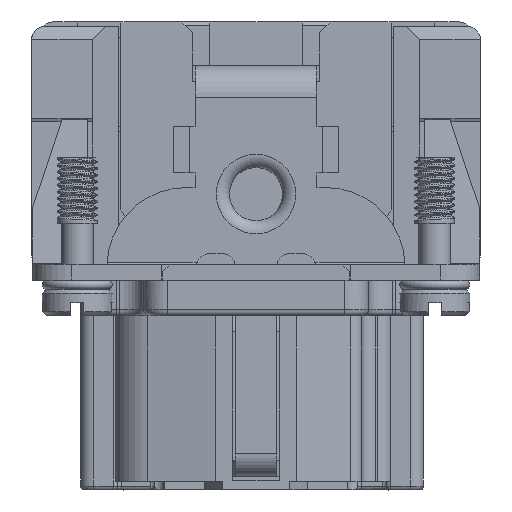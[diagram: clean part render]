
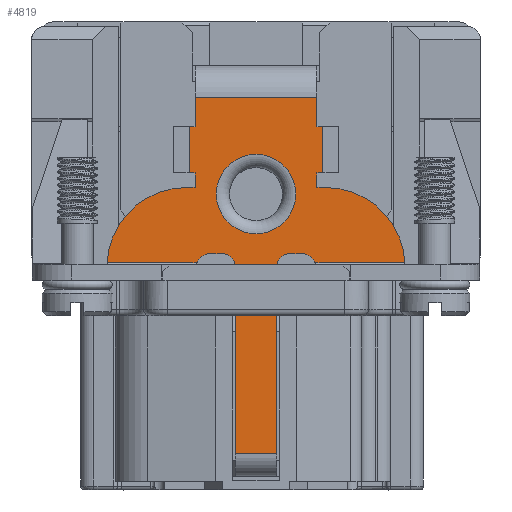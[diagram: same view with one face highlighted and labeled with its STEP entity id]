
A CAD part, left-side view. The second image highlights one B-rep face of the part: STEP entity #4819.
In plain terms, the highlighted planar face has unit normal (-1, 0, 0).
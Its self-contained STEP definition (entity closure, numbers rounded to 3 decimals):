
#859=FACE_BOUND('',#13721,.T.);
#860=FACE_BOUND('',#13722,.T.);
#4819=ADVANCED_FACE('',(#859,#860),#7352,.T.);
#7352=PLANE('',#68959);
#13721=EDGE_LOOP('',(#33294));
#13722=EDGE_LOOP('',(#33295,#33296,#33297,#33298,#33299,#33300,#33301,#33302,
#33303,#33304,#33305,#33306,#33307,#33308,#33309,#33310,#33311,#33312,#33313,
#33314,#33315,#33316,#33317,#33318,#33319,#33320));
#15181=CIRCLE('',#68952,3.);
#15182=CIRCLE('',#68953,6.);
#15183=CIRCLE('',#68954,6.);
#15184=CIRCLE('',#68955,1.);
#15185=CIRCLE('',#68956,1.);
#15186=CIRCLE('',#68957,1.);
#15187=CIRCLE('',#68958,1.);
#33294=ORIENTED_EDGE('',*,*,#49246,.T.);
#33295=ORIENTED_EDGE('',*,*,#49247,.T.);
#33296=ORIENTED_EDGE('',*,*,#49248,.F.);
#33297=ORIENTED_EDGE('',*,*,#49249,.F.);
#33298=ORIENTED_EDGE('',*,*,#49250,.F.);
#33299=ORIENTED_EDGE('',*,*,#49251,.F.);
#33300=ORIENTED_EDGE('',*,*,#49252,.T.);
#33301=ORIENTED_EDGE('',*,*,#49253,.F.);
#33302=ORIENTED_EDGE('',*,*,#49254,.T.);
#33303=ORIENTED_EDGE('',*,*,#49255,.T.);
#33304=ORIENTED_EDGE('',*,*,#49256,.F.);
#33305=ORIENTED_EDGE('',*,*,#49257,.F.);
#33306=ORIENTED_EDGE('',*,*,#49258,.T.);
#33307=ORIENTED_EDGE('',*,*,#49259,.T.);
#33308=ORIENTED_EDGE('',*,*,#49260,.T.);
#33309=ORIENTED_EDGE('',*,*,#49261,.T.);
#33310=ORIENTED_EDGE('',*,*,#49262,.T.);
#33311=ORIENTED_EDGE('',*,*,#49263,.F.);
#33312=ORIENTED_EDGE('',*,*,#49242,.T.);
#33313=ORIENTED_EDGE('',*,*,#49264,.F.);
#33314=ORIENTED_EDGE('',*,*,#49265,.T.);
#33315=ORIENTED_EDGE('',*,*,#49266,.F.);
#33316=ORIENTED_EDGE('',*,*,#49267,.T.);
#33317=ORIENTED_EDGE('',*,*,#49268,.F.);
#33318=ORIENTED_EDGE('',*,*,#49269,.T.);
#33319=ORIENTED_EDGE('',*,*,#49270,.F.);
#33320=ORIENTED_EDGE('',*,*,#49271,.F.);
#39985=VERTEX_POINT('',#114298);
#39986=VERTEX_POINT('',#114299);
#39989=VERTEX_POINT('',#114307);
#39990=VERTEX_POINT('',#114309);
#39991=VERTEX_POINT('',#114310);
#39992=VERTEX_POINT('',#114312);
#39993=VERTEX_POINT('',#114314);
#39994=VERTEX_POINT('',#114316);
#39995=VERTEX_POINT('',#114318);
#39996=VERTEX_POINT('',#114320);
#39997=VERTEX_POINT('',#114322);
#39998=VERTEX_POINT('',#114324);
#39999=VERTEX_POINT('',#114326);
#40000=VERTEX_POINT('',#114328);
#40001=VERTEX_POINT('',#114330);
#40002=VERTEX_POINT('',#114332);
#40003=VERTEX_POINT('',#114334);
#40004=VERTEX_POINT('',#114336);
#40005=VERTEX_POINT('',#114338);
#40006=VERTEX_POINT('',#114340);
#40007=VERTEX_POINT('',#114343);
#40008=VERTEX_POINT('',#114345);
#40009=VERTEX_POINT('',#114347);
#40010=VERTEX_POINT('',#114349);
#40011=VERTEX_POINT('',#114351);
#40012=VERTEX_POINT('',#114353);
#40013=VERTEX_POINT('',#114355);
#49242=EDGE_CURVE('',#39985,#39986,#56833,.T.);
#49246=EDGE_CURVE('',#39989,#39989,#15181,.T.);
#49247=EDGE_CURVE('',#39990,#39991,#15182,.T.);
#49248=EDGE_CURVE('',#39992,#39991,#56837,.T.);
#49249=EDGE_CURVE('',#39993,#39992,#56838,.T.);
#49250=EDGE_CURVE('',#39994,#39993,#56839,.T.);
#49251=EDGE_CURVE('',#39995,#39994,#56840,.T.);
#49252=EDGE_CURVE('',#39995,#39996,#56841,.T.);
#49253=EDGE_CURVE('',#39997,#39996,#56842,.T.);
#49254=EDGE_CURVE('',#39997,#39998,#56843,.T.);
#49255=EDGE_CURVE('',#39998,#39999,#56844,.T.);
#49256=EDGE_CURVE('',#40000,#39999,#56845,.T.);
#49257=EDGE_CURVE('',#40001,#40000,#56846,.T.);
#49258=EDGE_CURVE('',#40001,#40002,#56847,.T.);
#49259=EDGE_CURVE('',#40002,#40003,#56848,.T.);
#49260=EDGE_CURVE('',#40003,#40004,#56849,.T.);
#49261=EDGE_CURVE('',#40004,#40005,#15183,.T.);
#49262=EDGE_CURVE('',#40005,#40006,#56850,.T.);
#49263=EDGE_CURVE('',#39985,#40006,#15184,.T.);
#49264=EDGE_CURVE('',#40007,#39986,#15185,.T.);
#49265=EDGE_CURVE('',#40007,#40008,#56851,.T.);
#49266=EDGE_CURVE('',#40009,#40008,#56852,.T.);
#49267=EDGE_CURVE('',#40009,#40010,#56853,.T.);
#49268=EDGE_CURVE('',#40011,#40010,#15186,.T.);
#49269=EDGE_CURVE('',#40011,#40012,#56854,.T.);
#49270=EDGE_CURVE('',#40013,#40012,#15187,.T.);
#49271=EDGE_CURVE('',#39990,#40013,#56855,.T.);
#56833=LINE('',#114297,#64291);
#56837=LINE('',#114311,#64295);
#56838=LINE('',#114313,#64296);
#56839=LINE('',#114315,#64297);
#56840=LINE('',#114317,#64298);
#56841=LINE('',#114319,#64299);
#56842=LINE('',#114321,#64300);
#56843=LINE('',#114323,#64301);
#56844=LINE('',#114325,#64302);
#56845=LINE('',#114327,#64303);
#56846=LINE('',#114329,#64304);
#56847=LINE('',#114331,#64305);
#56848=LINE('',#114333,#64306);
#56849=LINE('',#114335,#64307);
#56850=LINE('',#114339,#64308);
#56851=LINE('',#114344,#64309);
#56852=LINE('',#114346,#64310);
#56853=LINE('',#114348,#64311);
#56854=LINE('',#114352,#64312);
#56855=LINE('',#114356,#64313);
#64291=VECTOR('',#85345,1.);
#64295=VECTOR('',#85355,1.);
#64296=VECTOR('',#85356,1.);
#64297=VECTOR('',#85357,1.);
#64298=VECTOR('',#85358,1.);
#64299=VECTOR('',#85359,1.);
#64300=VECTOR('',#85360,1.);
#64301=VECTOR('',#85361,1.);
#64302=VECTOR('',#85362,1.);
#64303=VECTOR('',#85363,1.);
#64304=VECTOR('',#85364,1.);
#64305=VECTOR('',#85365,1.);
#64306=VECTOR('',#85366,1.);
#64307=VECTOR('',#85367,1.);
#64308=VECTOR('',#85370,1.);
#64309=VECTOR('',#85375,1.);
#64310=VECTOR('',#85376,1.);
#64311=VECTOR('',#85377,1.);
#64312=VECTOR('',#85380,1.);
#64313=VECTOR('',#85383,1.);
#68952=AXIS2_PLACEMENT_3D('',#114306,#85351,#85352);
#68953=AXIS2_PLACEMENT_3D('',#114308,#85353,#85354);
#68954=AXIS2_PLACEMENT_3D('',#114337,#85368,#85369);
#68955=AXIS2_PLACEMENT_3D('',#114341,#85371,#85372);
#68956=AXIS2_PLACEMENT_3D('',#114342,#85373,#85374);
#68957=AXIS2_PLACEMENT_3D('',#114350,#85378,#85379);
#68958=AXIS2_PLACEMENT_3D('',#114354,#85381,#85382);
#68959=AXIS2_PLACEMENT_3D('',#114357,#85384,#85385);
#85345=DIRECTION('',(0.,-1.,0.));
#85351=DIRECTION('',(1.,0.,0.));
#85352=DIRECTION('',(0.,0.,1.));
#85353=DIRECTION('',(-1.,0.,0.));
#85354=DIRECTION('',(0.,0.,1.));
#85355=DIRECTION('',(0.,-1.,0.));
#85356=DIRECTION('',(0.,0.,-1.));
#85357=DIRECTION('',(0.,1.,0.));
#85358=DIRECTION('',(0.,0.,-1.));
#85359=DIRECTION('',(0.,1.,0.));
#85360=DIRECTION('',(0.,0.,-1.));
#85361=DIRECTION('',(0.,1.,0.));
#85362=DIRECTION('',(0.,0.,-1.));
#85363=DIRECTION('',(0.,-1.,0.));
#85364=DIRECTION('',(0.,0.,1.));
#85365=DIRECTION('',(0.,-1.,0.));
#85366=DIRECTION('',(0.,0.,-1.));
#85367=DIRECTION('',(0.,1.,0.));
#85368=DIRECTION('',(-1.,0.,0.));
#85369=DIRECTION('',(0.,0.,1.));
#85370=DIRECTION('',(0.,-1.,0.));
#85371=DIRECTION('',(-1.,0.,0.));
#85372=DIRECTION('',(0.,0.,1.));
#85373=DIRECTION('',(-1.,0.,0.));
#85374=DIRECTION('',(0.,0.,1.));
#85375=DIRECTION('',(0.,0.,-1.));
#85376=DIRECTION('',(0.,1.,0.));
#85377=DIRECTION('',(0.,0.,1.));
#85378=DIRECTION('',(-1.,0.,0.));
#85379=DIRECTION('',(0.,0.,1.));
#85380=DIRECTION('',(0.,-1.,0.));
#85381=DIRECTION('',(-1.,0.,0.));
#85382=DIRECTION('',(0.,0.,1.));
#85383=DIRECTION('',(0.,1.,0.));
#85384=DIRECTION('',(-1.,0.,0.));
#85385=DIRECTION('',(0.,0.,1.));
#114297=CARTESIAN_POINT('',(-46.2,0.,4.7));
#114298=CARTESIAN_POINT('',(-46.2,3.5,4.7));
#114299=CARTESIAN_POINT('',(-46.2,2.55,4.7));
#114306=CARTESIAN_POINT('',(-46.2,0.,9.2));
#114307=CARTESIAN_POINT('',(-46.2,0.,12.2));
#114308=CARTESIAN_POINT('',(-46.2,-5.25,3.7));
#114309=CARTESIAN_POINT('',(-46.2,-11.242,4.));
#114310=CARTESIAN_POINT('',(-46.2,-5.25,9.7));
#114311=CARTESIAN_POINT('',(-46.2,0.,9.7));
#114312=CARTESIAN_POINT('',(-46.2,-4.6,9.7));
#114313=CARTESIAN_POINT('',(-46.2,-4.6,2.5));
#114314=CARTESIAN_POINT('',(-46.2,-4.6,10.8));
#114315=CARTESIAN_POINT('',(-46.2,0.,10.8));
#114316=CARTESIAN_POINT('',(-46.2,-5.05,10.8));
#114317=CARTESIAN_POINT('',(-46.2,-5.05,2.5));
#114318=CARTESIAN_POINT('',(-46.2,-5.05,14.3));
#114319=CARTESIAN_POINT('',(-46.2,0.,14.3));
#114320=CARTESIAN_POINT('',(-46.2,-4.6,14.3));
#114321=CARTESIAN_POINT('',(-46.2,-4.6,2.5));
#114322=CARTESIAN_POINT('',(-46.2,-4.6,16.5));
#114323=CARTESIAN_POINT('',(-46.2,0.,16.5));
#114324=CARTESIAN_POINT('',(-46.2,4.6,16.5));
#114325=CARTESIAN_POINT('',(-46.2,4.6,2.5));
#114326=CARTESIAN_POINT('',(-46.2,4.6,14.3));
#114327=CARTESIAN_POINT('',(-46.2,3.7,14.3));
#114328=CARTESIAN_POINT('',(-46.2,5.05,14.3));
#114329=CARTESIAN_POINT('',(-46.2,5.05,2.5));
#114330=CARTESIAN_POINT('',(-46.2,5.05,10.8));
#114331=CARTESIAN_POINT('',(-46.2,4.65,10.8));
#114332=CARTESIAN_POINT('',(-46.2,4.6,10.8));
#114333=CARTESIAN_POINT('',(-46.2,4.6,2.5));
#114334=CARTESIAN_POINT('',(-46.2,4.6,9.7));
#114335=CARTESIAN_POINT('',(-46.2,4.5,9.7));
#114336=CARTESIAN_POINT('',(-46.2,5.25,9.7));
#114337=CARTESIAN_POINT('',(-46.2,5.25,3.7));
#114338=CARTESIAN_POINT('',(-46.2,11.242,4.));
#114339=CARTESIAN_POINT('',(-46.2,0.,4.));
#114340=CARTESIAN_POINT('',(-46.2,4.454,4.));
#114341=CARTESIAN_POINT('',(-46.2,3.5,3.7));
#114342=CARTESIAN_POINT('',(-46.2,2.55,3.7));
#114343=CARTESIAN_POINT('',(-46.2,1.55,3.7));
#114344=CARTESIAN_POINT('',(-46.2,1.55,1.7));
#114345=CARTESIAN_POINT('',(-46.2,1.55,-10.4));
#114346=CARTESIAN_POINT('',(-46.2,0.,-10.4));
#114347=CARTESIAN_POINT('',(-46.2,-1.55,-10.4));
#114348=CARTESIAN_POINT('',(-46.2,-1.55,1.7));
#114349=CARTESIAN_POINT('',(-46.2,-1.55,3.7));
#114350=CARTESIAN_POINT('',(-46.2,-2.55,3.7));
#114351=CARTESIAN_POINT('',(-46.2,-2.55,4.7));
#114352=CARTESIAN_POINT('',(-46.2,0.,4.7));
#114353=CARTESIAN_POINT('',(-46.2,-3.5,4.7));
#114354=CARTESIAN_POINT('',(-46.2,-3.5,3.7));
#114355=CARTESIAN_POINT('',(-46.2,-4.454,4.));
#114356=CARTESIAN_POINT('',(-46.2,-11.25,4.));
#114357=CARTESIAN_POINT('',(-46.2,0.,2.5));
